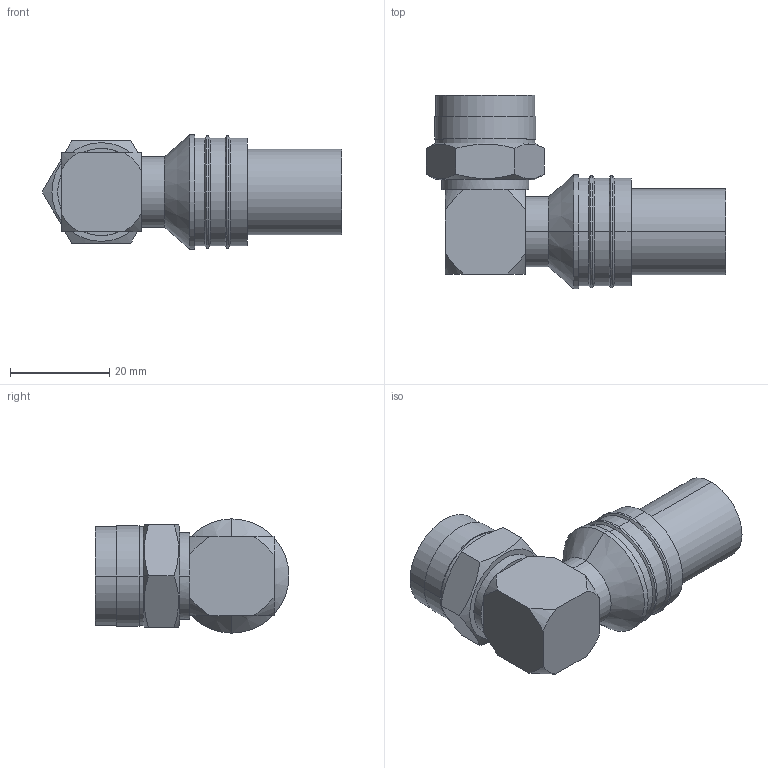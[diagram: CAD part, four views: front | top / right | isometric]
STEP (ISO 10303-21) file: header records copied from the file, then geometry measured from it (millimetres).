
FILE_DESCRIPTION (( 'STEP AP214' ), '1' );
FILE_NAME ('EZ-600-NMH-RA-X-LC_3D.step', '2023-11-02T23:25:28', ( '' ), ( '' ), 'SwSTEP 2.0', 'SolidWorks 2022', '' );
FILE_SCHEMA (( 'AUTOMOTIVE_DESIGN' ));
Length unit declared in the file: inch
Products named in the file (3): EZ-600-NMH-RA-X-LC_3D; EZ-600-NMH-RA-X_body_1; EZ-600-NMH-RA-X_ferrule_1
Assembly tree (2 placements, depth 2):
  EZ-600-NMH-RA-X-LC_3D
    EZ-600-NMH-RA-X_body_1
    EZ-600-NMH-RA-X_ferrule_1
Bounding box: 60.25 x 39 x 22.99 mm (x, y, z)
Volume: 16146.7 mm3; surface area: 9209.9 mm2
Topology: 2 solids, 2 shells, 128 faces, 278 edges, 165 vertices
Faces by surface type: cone 50, cylinder 42, plane 34, bspline 2
Entity records: 5428 total; most frequent: CARTESIAN_POINT 818, DIRECTION 644, ORIENTED_EDGE 552, EDGE_CURVE 276, AXIS2_PLACEMENT_3D 267, VERTEX_POINT 165, EDGE_LOOP 143, CIRCLE 136
